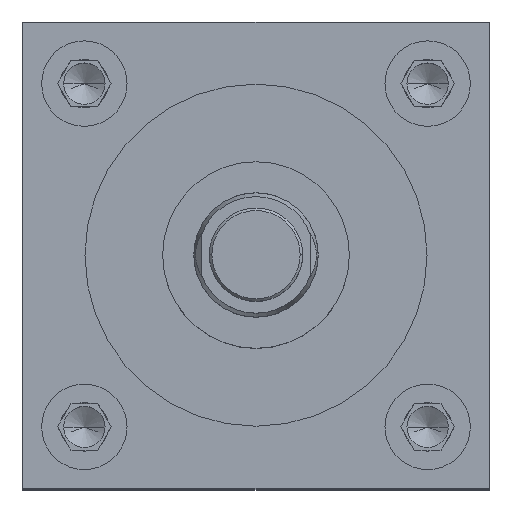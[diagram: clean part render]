
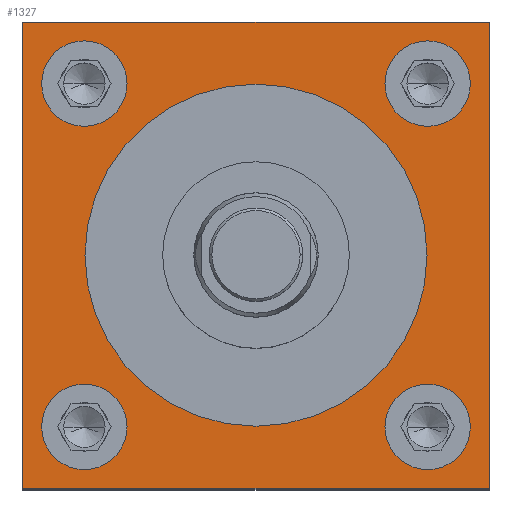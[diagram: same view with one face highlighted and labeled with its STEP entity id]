
A CAD part, top view. The second image highlights one B-rep face of the part: STEP entity #1327.
In plain terms, the highlighted planar face has unit normal (0, 0, 1).
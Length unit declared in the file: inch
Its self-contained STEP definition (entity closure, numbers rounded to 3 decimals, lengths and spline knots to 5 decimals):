
#2 = DIRECTION ( 'NONE',  ( 1., 0., 0. ) ) ;
#55 = ORIENTED_EDGE ( 'NONE', *, *, #3820, .F. ) ;
#57 = ORIENTED_EDGE ( 'NONE', *, *, #553, .F. ) ;
#95 = FACE_BOUND ( 'NONE', #656, .T. ) ;
#190 = VERTEX_POINT ( 'NONE', #1608 ) ;
#339 = DIRECTION ( 'NONE',  ( 0., 0., 1. ) ) ;
#348 = DIRECTION ( 'NONE',  ( 0., 0., 1. ) ) ;
#365 = CARTESIAN_POINT ( 'NONE',  ( 0., 0., 7.25 ) ) ;
#387 = DIRECTION ( 'NONE',  ( 1., 0., 0. ) ) ;
#453 = CIRCLE ( 'NONE', #3717, 0.3435 ) ;
#526 = AXIS2_PLACEMENT_3D ( 'NONE', #365, #4911, #4289 ) ;
#553 = EDGE_CURVE ( 'NONE', #1246, #5920, #1972, .T. ) ;
#569 = CARTESIAN_POINT ( 'NONE',  ( 1.0365, -1.38, 7.25 ) ) ;
#611 = CARTESIAN_POINT ( 'NONE',  ( 1.375, 0., 7.25 ) ) ;
#613 = ORIENTED_EDGE ( 'NONE', *, *, #6099, .T. ) ;
#656 = EDGE_LOOP ( 'NONE', ( #2802, #806 ) ) ;
#764 = VERTEX_POINT ( 'NONE', #611 ) ;
#794 = LINE ( 'NONE', #1256, #3010 ) ;
#806 = ORIENTED_EDGE ( 'NONE', *, *, #2881, .F. ) ;
#875 = EDGE_LOOP ( 'NONE', ( #6110, #7026, #4108, #613 ) ) ;
#907 = CARTESIAN_POINT ( 'NONE',  ( 1.875, 1.875, 7.25 ) ) ;
#939 = AXIS2_PLACEMENT_3D ( 'NONE', #6149, #3411, #5619 ) ;
#1008 = CARTESIAN_POINT ( 'NONE',  ( 1.38, -1.38, 7.25 ) ) ;
#1024 = VECTOR ( 'NONE', #2, 39.37008 ) ;
#1074 = CIRCLE ( 'NONE', #1987, 0.3435 ) ;
#1143 = EDGE_LOOP ( 'NONE', ( #6541, #1229 ) ) ;
#1158 = EDGE_CURVE ( 'NONE', #5797, #6497, #1074, .T. ) ;
#1219 = DIRECTION ( 'NONE',  ( 1., 0., 0. ) ) ;
#1229 = ORIENTED_EDGE ( 'NONE', *, *, #2711, .F. ) ;
#1246 = VERTEX_POINT ( 'NONE', #569 ) ;
#1256 = CARTESIAN_POINT ( 'NONE',  ( -1.875, 1.875, 7.25 ) ) ;
#1327 = ADVANCED_FACE ( 'NONE', ( #6621, #6658, #95, #3272, #4423, #3850 ), #5029, .F. ) ;
#1390 = DIRECTION ( 'NONE',  ( 0., -1., 0. ) ) ;
#1427 = VERTEX_POINT ( 'NONE', #1882 ) ;
#1512 = LINE ( 'NONE', #7092, #3379 ) ;
#1539 = VERTEX_POINT ( 'NONE', #1941 ) ;
#1608 = CARTESIAN_POINT ( 'NONE',  ( -1.7235, -1.38, 7.25 ) ) ;
#1758 = DIRECTION ( 'NONE',  ( 1., 0., 0. ) ) ;
#1769 = CARTESIAN_POINT ( 'NONE',  ( -1.38, 1.38, 7.25 ) ) ;
#1792 = CARTESIAN_POINT ( 'NONE',  ( -1.38, -1.38, 7.25 ) ) ;
#1874 = CARTESIAN_POINT ( 'NONE',  ( 1.38, 1.38, 7.25 ) ) ;
#1882 = CARTESIAN_POINT ( 'NONE',  ( -1.875, -1.875, 7.25 ) ) ;
#1941 = CARTESIAN_POINT ( 'NONE',  ( -1.0365, 1.38, 7.25 ) ) ;
#1945 = EDGE_CURVE ( 'NONE', #5845, #5317, #1512, .T. ) ;
#1972 = CIRCLE ( 'NONE', #2676, 0.3435 ) ;
#1987 = AXIS2_PLACEMENT_3D ( 'NONE', #5353, #348, #387 ) ;
#2241 = CARTESIAN_POINT ( 'NONE',  ( 0., 0., 7.25 ) ) ;
#2311 = ORIENTED_EDGE ( 'NONE', *, *, #3786, .F. ) ;
#2374 = CARTESIAN_POINT ( 'NONE',  ( 1.38, -1.38, 7.25 ) ) ;
#2385 = CARTESIAN_POINT ( 'NONE',  ( -1.38, 1.38, 7.25 ) ) ;
#2425 = CIRCLE ( 'NONE', #4855, 0.3435 ) ;
#2664 = DIRECTION ( 'NONE',  ( 1., 0., 0. ) ) ;
#2672 = CARTESIAN_POINT ( 'NONE',  ( 1.7235, 1.38, 7.25 ) ) ;
#2676 = AXIS2_PLACEMENT_3D ( 'NONE', #2374, #4042, #6237 ) ;
#2711 = EDGE_CURVE ( 'NONE', #6497, #5797, #453, .T. ) ;
#2802 = ORIENTED_EDGE ( 'NONE', *, *, #6402, .F. ) ;
#2830 = EDGE_CURVE ( 'NONE', #764, #4594, #3501, .T. ) ;
#2881 = EDGE_CURVE ( 'NONE', #190, #5283, #5411, .T. ) ;
#2887 = CIRCLE ( 'NONE', #6923, 1.375 ) ;
#2920 = CARTESIAN_POINT ( 'NONE',  ( 1.0365, 1.38, 7.25 ) ) ;
#3010 = VECTOR ( 'NONE', #5097, 39.37008 ) ;
#3011 = EDGE_CURVE ( 'NONE', #1427, #5845, #6131, .T. ) ;
#3094 = EDGE_LOOP ( 'NONE', ( #6627, #5043 ) ) ;
#3272 = FACE_BOUND ( 'NONE', #4735, .T. ) ;
#3379 = VECTOR ( 'NONE', #4271, 39.37008 ) ;
#3384 = EDGE_CURVE ( 'NONE', #4363, #1427, #5724, .T. ) ;
#3411 = DIRECTION ( 'NONE',  ( 0., 0., -1. ) ) ;
#3441 = DIRECTION ( 'NONE',  ( 1., 0., 0. ) ) ;
#3472 = DIRECTION ( 'NONE',  ( 0., 0., 1. ) ) ;
#3482 = DIRECTION ( 'NONE',  ( 0., 0., 1. ) ) ;
#3501 = CIRCLE ( 'NONE', #526, 1.375 ) ;
#3681 = EDGE_CURVE ( 'NONE', #4594, #764, #2887, .T. ) ;
#3699 = VECTOR ( 'NONE', #1390, 39.37008 ) ;
#3717 = AXIS2_PLACEMENT_3D ( 'NONE', #1874, #5166, #4726 ) ;
#3754 = DIRECTION ( 'NONE',  ( 0., 0., 1. ) ) ;
#3786 = EDGE_CURVE ( 'NONE', #6302, #1539, #3926, .T. ) ;
#3820 = EDGE_CURVE ( 'NONE', #1539, #6302, #4034, .T. ) ;
#3850 = FACE_OUTER_BOUND ( 'NONE', #875, .T. ) ;
#3926 = CIRCLE ( 'NONE', #5869, 0.3435 ) ;
#3946 = CARTESIAN_POINT ( 'NONE',  ( 1.7235, -1.38, 7.25 ) ) ;
#4015 = DIRECTION ( 'NONE',  ( 0., 0., 1. ) ) ;
#4034 = CIRCLE ( 'NONE', #6100, 0.3435 ) ;
#4042 = DIRECTION ( 'NONE',  ( 0., 0., 1. ) ) ;
#4108 = ORIENTED_EDGE ( 'NONE', *, *, #1945, .T. ) ;
#4271 = DIRECTION ( 'NONE',  ( 0., 1., 0. ) ) ;
#4289 = DIRECTION ( 'NONE',  ( 1., 0., 0. ) ) ;
#4363 = VERTEX_POINT ( 'NONE', #4894 ) ;
#4423 = FACE_BOUND ( 'NONE', #3094, .T. ) ;
#4594 = VERTEX_POINT ( 'NONE', #6934 ) ;
#4726 = DIRECTION ( 'NONE',  ( 1., 0., 0. ) ) ;
#4735 = EDGE_LOOP ( 'NONE', ( #55, #2311 ) ) ;
#4837 = CARTESIAN_POINT ( 'NONE',  ( -1.38, -1.38, 7.25 ) ) ;
#4855 = AXIS2_PLACEMENT_3D ( 'NONE', #1008, #339, #7007 ) ;
#4894 = CARTESIAN_POINT ( 'NONE',  ( -1.875, 1.875, 7.25 ) ) ;
#4911 = DIRECTION ( 'NONE',  ( 0., 0., 1. ) ) ;
#4947 = CARTESIAN_POINT ( 'NONE',  ( -1.875, -1.875, 7.25 ) ) ;
#5029 = PLANE ( 'NONE',  #939 ) ;
#5043 = ORIENTED_EDGE ( 'NONE', *, *, #3681, .F. ) ;
#5097 = DIRECTION ( 'NONE',  ( -1., 0., 0. ) ) ;
#5134 = DIRECTION ( 'NONE',  ( 1., 0., 0. ) ) ;
#5166 = DIRECTION ( 'NONE',  ( 0., 0., 1. ) ) ;
#5283 = VERTEX_POINT ( 'NONE', #6396 ) ;
#5317 = VERTEX_POINT ( 'NONE', #907 ) ;
#5353 = CARTESIAN_POINT ( 'NONE',  ( 1.38, 1.38, 7.25 ) ) ;
#5409 = CARTESIAN_POINT ( 'NONE',  ( -1.7235, 1.38, 7.25 ) ) ;
#5411 = CIRCLE ( 'NONE', #6810, 0.3435 ) ;
#5437 = AXIS2_PLACEMENT_3D ( 'NONE', #1792, #3472, #1758 ) ;
#5459 = CARTESIAN_POINT ( 'NONE',  ( 1.875, -1.875, 7.25 ) ) ;
#5619 = DIRECTION ( 'NONE',  ( -1., 0., 0. ) ) ;
#5724 = LINE ( 'NONE', #5822, #3699 ) ;
#5764 = EDGE_CURVE ( 'NONE', #5920, #1246, #2425, .T. ) ;
#5797 = VERTEX_POINT ( 'NONE', #2672 ) ;
#5822 = CARTESIAN_POINT ( 'NONE',  ( -1.875, -1.875, 7.25 ) ) ;
#5845 = VERTEX_POINT ( 'NONE', #5459 ) ;
#5869 = AXIS2_PLACEMENT_3D ( 'NONE', #1769, #4015, #5134 ) ;
#5920 = VERTEX_POINT ( 'NONE', #3946 ) ;
#6099 = EDGE_CURVE ( 'NONE', #5317, #4363, #794, .T. ) ;
#6100 = AXIS2_PLACEMENT_3D ( 'NONE', #2385, #6178, #3441 ) ;
#6110 = ORIENTED_EDGE ( 'NONE', *, *, #3384, .T. ) ;
#6131 = LINE ( 'NONE', #4947, #1024 ) ;
#6149 = CARTESIAN_POINT ( 'NONE',  ( -1.875, 1.875, 7.25 ) ) ;
#6161 = ORIENTED_EDGE ( 'NONE', *, *, #5764, .F. ) ;
#6178 = DIRECTION ( 'NONE',  ( 0., 0., 1. ) ) ;
#6237 = DIRECTION ( 'NONE',  ( 1., 0., 0. ) ) ;
#6302 = VERTEX_POINT ( 'NONE', #5409 ) ;
#6367 = EDGE_LOOP ( 'NONE', ( #6161, #57 ) ) ;
#6396 = CARTESIAN_POINT ( 'NONE',  ( -1.0365, -1.38, 7.25 ) ) ;
#6402 = EDGE_CURVE ( 'NONE', #5283, #190, #6706, .T. ) ;
#6497 = VERTEX_POINT ( 'NONE', #2920 ) ;
#6541 = ORIENTED_EDGE ( 'NONE', *, *, #1158, .F. ) ;
#6621 = FACE_BOUND ( 'NONE', #6367, .T. ) ;
#6627 = ORIENTED_EDGE ( 'NONE', *, *, #2830, .F. ) ;
#6658 = FACE_BOUND ( 'NONE', #1143, .T. ) ;
#6706 = CIRCLE ( 'NONE', #5437, 0.3435 ) ;
#6810 = AXIS2_PLACEMENT_3D ( 'NONE', #4837, #3754, #2664 ) ;
#6923 = AXIS2_PLACEMENT_3D ( 'NONE', #2241, #3482, #1219 ) ;
#6934 = CARTESIAN_POINT ( 'NONE',  ( -1.375, 0., 7.25 ) ) ;
#7007 = DIRECTION ( 'NONE',  ( 1., 0., 0. ) ) ;
#7026 = ORIENTED_EDGE ( 'NONE', *, *, #3011, .T. ) ;
#7092 = CARTESIAN_POINT ( 'NONE',  ( 1.875, -1.875, 7.25 ) ) ;
